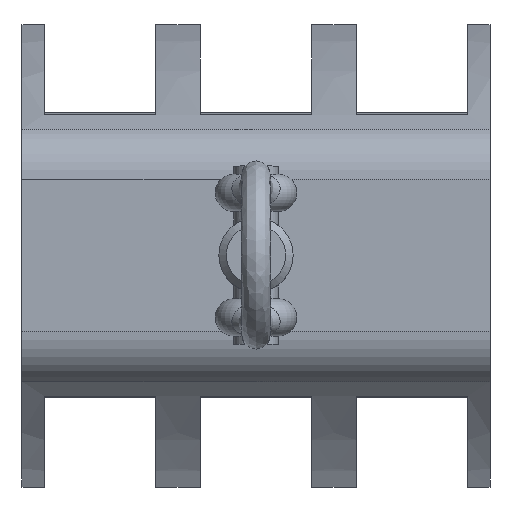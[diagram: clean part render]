
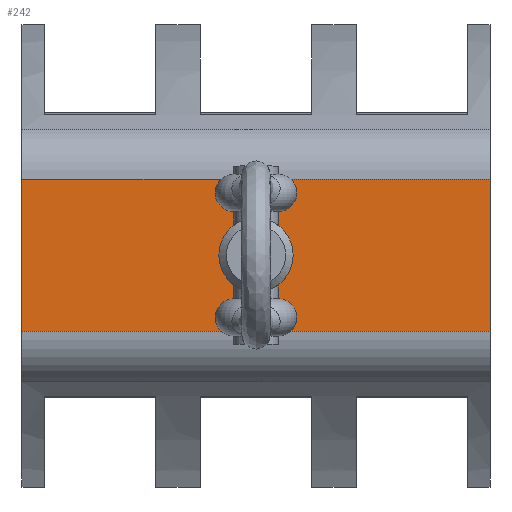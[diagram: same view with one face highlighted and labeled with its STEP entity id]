
A CAD part, top view. The second image highlights one B-rep face of the part: STEP entity #242.
In plain terms, the highlighted planar face has unit normal (0, 0, 1).
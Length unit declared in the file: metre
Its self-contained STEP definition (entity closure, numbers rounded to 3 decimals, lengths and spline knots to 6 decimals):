
#242 = ADVANCED_FACE( '', ( #639, #640 ), #641, .F. );
#639 = FACE_BOUND( '', #1401, .T. );
#640 = FACE_OUTER_BOUND( '', #1402, .T. );
#641 = PLANE( '', #1403 );
#1401 = EDGE_LOOP( '', ( #5839 ) );
#1402 = EDGE_LOOP( '', ( #5840, #5841, #5842, #5843 ) );
#1403 = AXIS2_PLACEMENT_3D( '', #5844, #5845, #5846 );
#5839 = ORIENTED_EDGE( '', *, *, #7179, .F. );
#5840 = ORIENTED_EDGE( '', *, *, #7223, .T. );
#5841 = ORIENTED_EDGE( '', *, *, #7280, .T. );
#5842 = ORIENTED_EDGE( '', *, *, #7344, .F. );
#5843 = ORIENTED_EDGE( '', *, *, #7345, .F. );
#5844 = CARTESIAN_POINT( '', ( 0.04699, 0.012969, 0.73914 ) );
#5845 = DIRECTION( '', ( 0., 0., -1. ) );
#5846 = DIRECTION( '', ( -1., 0., 0. ) );
#7179 = EDGE_CURVE( '', #7813, #7813, #7814, .F. );
#7223 = EDGE_CURVE( '', #7896, #7894, #7897, .T. );
#7280 = EDGE_CURVE( '', #7894, #7995, #7997, .T. );
#7344 = EDGE_CURVE( '', #8107, #7995, #8108, .T. );
#7345 = EDGE_CURVE( '', #7896, #8107, #8109, .T. );
#7813 = VERTEX_POINT( '', #8783 );
#7814 = CIRCLE( '', #8784, 0.0127 );
#7894 = VERTEX_POINT( '', #9099 );
#7896 = VERTEX_POINT( '', #9101 );
#7897 = LINE( '', #9102, #9103 );
#7995 = VERTEX_POINT( '', #9266 );
#7997 = LINE( '', #9268, #9269 );
#8107 = VERTEX_POINT( '', #9536 );
#8108 = LINE( '', #9537, #9538 );
#8109 = LINE( '', #9539, #9540 );
#8783 = CARTESIAN_POINT( '', ( -0.04572, 0., 0.73914 ) );
#8784 = AXIS2_PLACEMENT_3D( '', #12272, #12273, #12274 );
#9099 = CARTESIAN_POINT( '', ( -0.11303, 0.025937, 0.73914 ) );
#9101 = CARTESIAN_POINT( '', ( 0.04699, 0.025937, 0.73914 ) );
#9102 = CARTESIAN_POINT( '', ( 0.04699, 0.025937, 0.73914 ) );
#9103 = VECTOR( '', #12321, 1. );
#9266 = CARTESIAN_POINT( '', ( -0.11303, -0.025937, 0.73914 ) );
#9268 = CARTESIAN_POINT( '', ( -0.11303, 0.012969, 0.73914 ) );
#9269 = VECTOR( '', #12405, 1. );
#9536 = CARTESIAN_POINT( '', ( 0.04699, -0.025937, 0.73914 ) );
#9537 = CARTESIAN_POINT( '', ( 0.04699, -0.025937, 0.73914 ) );
#9538 = VECTOR( '', #12466, 1. );
#9539 = CARTESIAN_POINT( '', ( 0.04699, 0.012969, 0.73914 ) );
#9540 = VECTOR( '', #12467, 1. );
#12272 = CARTESIAN_POINT( '', ( -0.03302, 0., 0.73914 ) );
#12273 = DIRECTION( '', ( 0., 0., -1. ) );
#12274 = DIRECTION( '', ( -1., 0., 0. ) );
#12321 = DIRECTION( '', ( -1., 0., 0. ) );
#12405 = DIRECTION( '', ( 0., -1., 0. ) );
#12466 = DIRECTION( '', ( -1., 0., 0. ) );
#12467 = DIRECTION( '', ( 0., -1., 0. ) );
